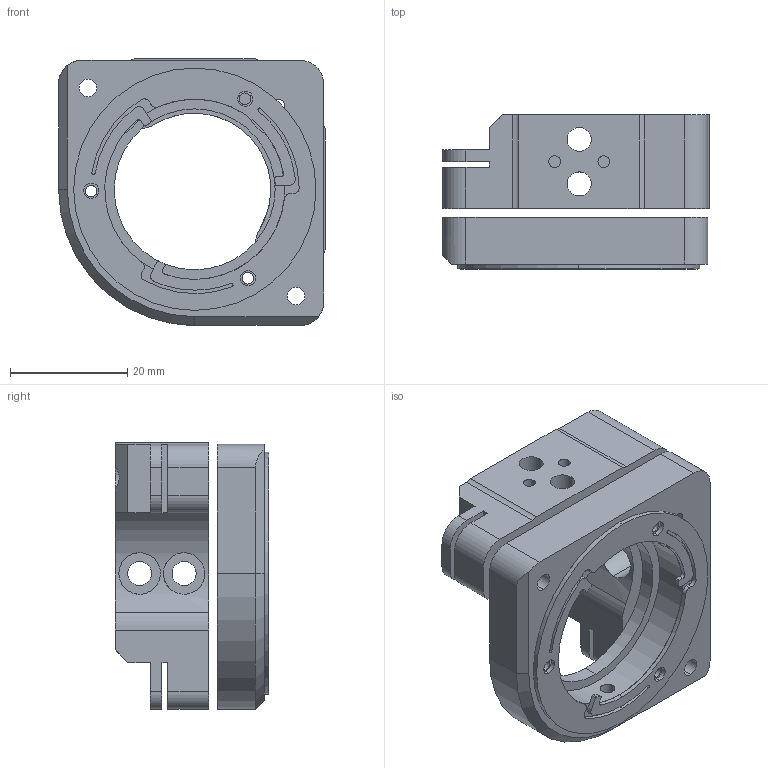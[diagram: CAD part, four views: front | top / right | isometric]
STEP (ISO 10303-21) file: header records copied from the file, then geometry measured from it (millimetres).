
FILE_DESCRIPTION (( 'STEP AP214' ), '1' );
FILE_NAME ('媼峎噩殤30.0俇淕.STEP', '2020-12-18T03:15:33', ( '' ), ( '' ), 'SwSTEP 2.0', 'SolidWorks 2016', '' );
FILE_SCHEMA (( 'AUTOMOTIVE_DESIGN' ));
Length unit declared in the file: millimetre
Products named in the file (1): 媼峎噩殤30.0俇淕
Bounding box: 45.6 x 26.3 x 45.6 mm (x, y, z)
Volume: 19642.5 mm3; surface area: 12870.8 mm2
Topology: 3 solids, 3 shells, 221 faces, 609 edges, 403 vertices
Faces by surface type: cylinder 151, plane 61, cone 9
Entity records: 7618 total; most frequent: CARTESIAN_POINT 1567, DIRECTION 1334, ORIENTED_EDGE 1210, EDGE_CURVE 605, AXIS2_PLACEMENT_3D 528, VERTEX_POINT 403, CIRCLE 306, EDGE_LOOP 288
